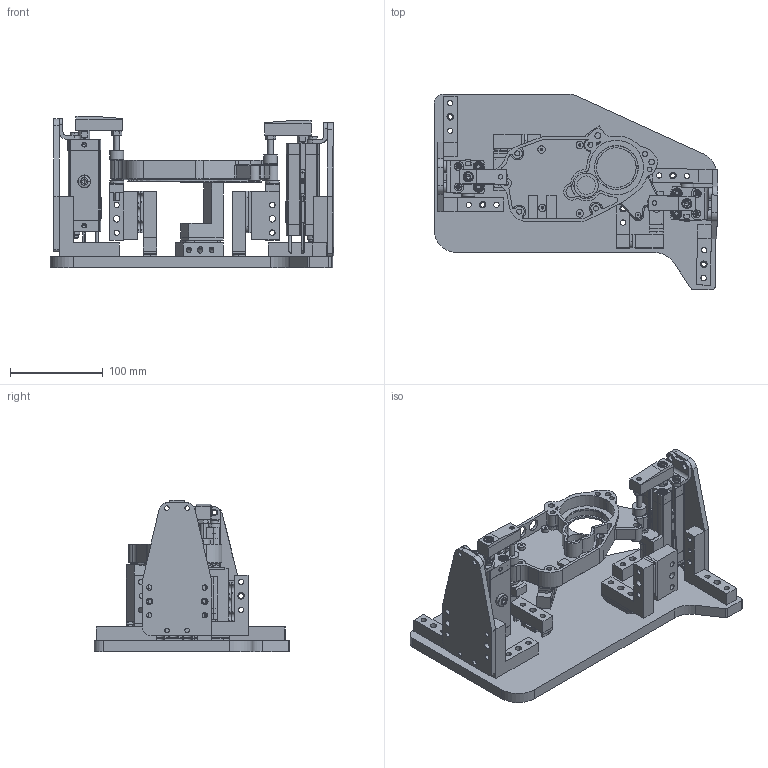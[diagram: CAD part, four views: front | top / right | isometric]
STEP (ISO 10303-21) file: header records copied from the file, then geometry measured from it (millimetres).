
FILE_DESCRIPTION(/* description */ (''),/* implementation_level */ '2;1');
FILE_NAME(/* name */ '____________ STACKPOLE 2 HOUSING COVER_97de904e.stp',/* time_stamp */ '2023-04-21T08:47:04+02:00',/* author */ (''),/* organization */ (''),/* preprocessor_version */ 'ST-DEVELOPER v16.7',/* originating_system */ 'SIEMENS PLM Software NX 12.0',/* authorisation */ '');
FILE_SCHEMA (('AUTOMOTIVE_DESIGN { 1 0 10303 214 3 1 1 1 }'));
Length unit declared in the file: millimetre
Products named in the file (38): READ-ONLY 535553 CLR-20_25-FS---(S)_091e299e; READ-ONLY DIN 934 - M6(F)_2346f515; READ-ONLY CLR-20_25-FS---(SPS)_359a24ca; READ-ONLY DIN-912 - M6X16(F)_d583cc1b; READ-ONLY 537239 HNA-20---(1)_d04c81b1; READ-ONLY DIN-6912 - M5X20(F)_ddc02eef; READ-ONLY 535440 CLR-20-10-L-P-A---(0_2_0_0)---(ZR)_e58bfce8; READ-ONLY 535440 CLR-20-10-L-P-A---(KS)_f2c37694; READ-ONLY 669849 CLR-20---(FS)_4433f290; READ-ONLY FESTO_ABFRAGE_SMT-8M-A-PS-24V-E-0.3-M8D_c1ccabb1; ____________ LP-STA-POL1-22-10-06MM-01X_990d2e88; ____________ OPEN_XXX_DEG_0af3c3d7; ____________ ADAPTERPART__22__1_9f88a9b0; READ-ONLY F016-BEILAGEN-PAKET-45X15X6MM_a6e41126; READ-ONLY C003-STIFTELEMENT_36cce567; ____________ FT-STA-POL1-21-01-01X_354bcb5d; READ-ONLY E014-WINKEL-ANBAUTEN_76e09fe2; READ-ONLY C004-STIFTELEMENT_289b6d98; READ-ONLY E026-WINKEL-BOLZEN_914c5d1f; READ-ONLY D062-BOLZEN-FEST-VOLL-06MM_d3b2842c; ____________ OPEN_XXX_DEG_1f931856; ____________ ADAPTERPART__21__1_b5b85b3a; ____________ LP-STA-POL1-23-10-06MM-01X_f4cac196; READ-ONLY E002-WINKEL-ANBAUTEN_4fcfc061; READ-ONLY E016-WINKEL-ANBAUTEN_84ca27ac; ____________ OPEN_XXX_DEG_eabbe7d6; ____________ LP-STA-POL1-20-10-12MM-01X_d3780b6d; ____________ 01_HOUSING_COVER_D6C8EA34_d6c8ea34; ____________ ADAPTERPART__20__1_f549a2b4; READ-ONLY FESTO_LINEAR-SCHWENKSPANNER_CLR-20-10-L-P-A_066b872a; READ-ONLY FESTO_FUSSBEFESTIGUNG_HNA-20_24985b56; READ-ONLY FESTO_SPANNFINGER_CLR-20_25-FS_3badef3e; READ-ONLY FESTO_LINEAR-SCHWENKSPANNER_CLR-20-10-L-P-A_a35b0794; ____________ BAUGRUPPE__22__1_065180ef; ____________ BAUGRUPPE__21__1_513e290b; ____________ BAUGRUPPE__23__1_c45dde46; ____________ BAUGRUPPE__20__1_03443714; ____________ STACKPOLE 2 HOUSING COVER_97de904e
Assembly tree (55 placements, depth 5):
  ____________ STACKPOLE 2 HOUSING COVER_97de904e
    ____________ BAUGRUPPE__20__1_03443714
      ____________ ADAPTERPART__20__1_f549a2b4
      ____________ 01_HOUSING_COVER_D6C8EA34_d6c8ea34
      ____________ LP-STA-POL1-20-10-12MM-01X_d3780b6d
    ____________ BAUGRUPPE__23__1_c45dde46
      ____________ OPEN_XXX_DEG_eabbe7d6
      READ-ONLY FESTO_LINEAR-SCHWENKSPANNER_CLR-20-10-L-P-A_a35b0794
        READ-ONLY FESTO_LINEAR-SCHWENKSPANNER_CLR-20-10-L-P-A_066b872a
          READ-ONLY 669849 CLR-20---(FS)_4433f290
          READ-ONLY 535440 CLR-20-10-L-P-A---(KS)_f2c37694
          READ-ONLY 535440 CLR-20-10-L-P-A---(0_2_0_0)---(ZR)_e58bfce8
        READ-ONLY FESTO_FUSSBEFESTIGUNG_HNA-20_24985b56
          READ-ONLY DIN-6912 - M5X20(F)_ddc02eef  x4
          READ-ONLY 537239 HNA-20---(1)_d04c81b1  x2
        READ-ONLY FESTO_SPANNFINGER_CLR-20_25-FS_3badef3e
          READ-ONLY DIN-912 - M6X16(F)_d583cc1b
          READ-ONLY CLR-20_25-FS---(SPS)_359a24ca
          READ-ONLY DIN 934 - M6(F)_2346f515
          READ-ONLY 535553 CLR-20_25-FS---(S)_091e299e
        READ-ONLY FESTO_ABFRAGE_SMT-8M-A-PS-24V-E-0.3-M8D_c1ccabb1  x2
      READ-ONLY E016-WINKEL-ANBAUTEN_84ca27ac
      READ-ONLY E002-WINKEL-ANBAUTEN_4fcfc061
      ____________ LP-STA-POL1-23-10-06MM-01X_f4cac196
    ____________ BAUGRUPPE__21__1_513e290b
      ____________ ADAPTERPART__21__1_b5b85b3a
      ____________ OPEN_XXX_DEG_1f931856
      READ-ONLY D062-BOLZEN-FEST-VOLL-06MM_d3b2842c  x2
      READ-ONLY E026-WINKEL-BOLZEN_914c5d1f  x2
      READ-ONLY C004-STIFTELEMENT_289b6d98  x2
      READ-ONLY E014-WINKEL-ANBAUTEN_76e09fe2  x2
      ____________ FT-STA-POL1-21-01-01X_354bcb5d
      READ-ONLY C003-STIFTELEMENT_36cce567
      READ-ONLY F016-BEILAGEN-PAKET-45X15X6MM_a6e41126  x7
    ____________ BAUGRUPPE__22__1_065180ef
      ____________ ADAPTERPART__22__1_9f88a9b0
      ____________ OPEN_XXX_DEG_0af3c3d7
      READ-ONLY FESTO_LINEAR-SCHWENKSPANNER_CLR-20-10-L-P-A_a35b0794
        READ-ONLY FESTO_LINEAR-SCHWENKSPANNER_CLR-20-10-L-P-A_066b872a
          READ-ONLY 669849 CLR-20---(FS)_4433f290
          READ-ONLY 535440 CLR-20-10-L-P-A---(KS)_f2c37694
          READ-ONLY 535440 CLR-20-10-L-P-A---(0_2_0_0)---(ZR)_e58bfce8
        READ-ONLY FESTO_FUSSBEFESTIGUNG_HNA-20_24985b56
          READ-ONLY DIN-6912 - M5X20(F)_ddc02eef  x4
          READ-ONLY 537239 HNA-20---(1)_d04c81b1  x2
        READ-ONLY FESTO_SPANNFINGER_CLR-20_25-FS_3badef3e
          READ-ONLY DIN-912 - M6X16(F)_d583cc1b
          READ-ONLY CLR-20_25-FS---(SPS)_359a24ca
          READ-ONLY DIN 934 - M6(F)_2346f515
          READ-ONLY 535553 CLR-20_25-FS---(S)_091e299e
        READ-ONLY FESTO_ABFRAGE_SMT-8M-A-PS-24V-E-0.3-M8D_c1ccabb1  x2
      READ-ONLY E016-WINKEL-ANBAUTEN_84ca27ac
      READ-ONLY E002-WINKEL-ANBAUTEN_4fcfc061
      ____________ LP-STA-POL1-22-10-06MM-01X_990d2e88
Bounding box: 306.84 x 211.37 x 164 mm (x, y, z)
Volume: 1269981.3 mm3; surface area: 451252.5 mm2
Topology: 70 solids, 70 shells, 3794 faces, 9968 edges, 6443 vertices
Faces by surface type: plane 2023, cylinder 1298, cone 392, torus 70, sphere 11
Entity records: 59901 total; most frequent: CARTESIAN_POINT 13847, DIRECTION 9617, ORIENTED_EDGE 9354, EDGE_CURVE 4677, AXIS2_PLACEMENT_3D 3572, VERTEX_POINT 3041, LINE 2473, VECTOR 2473
